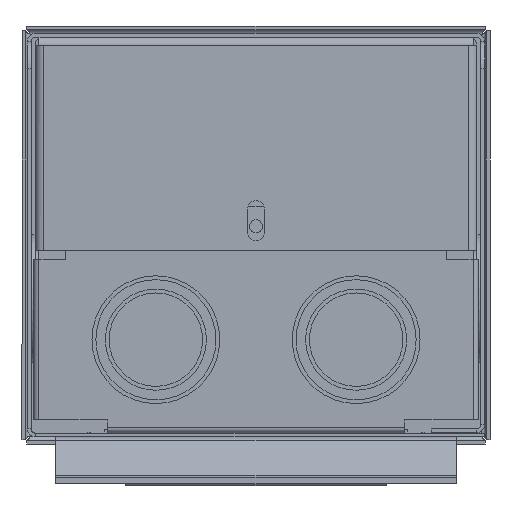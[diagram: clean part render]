
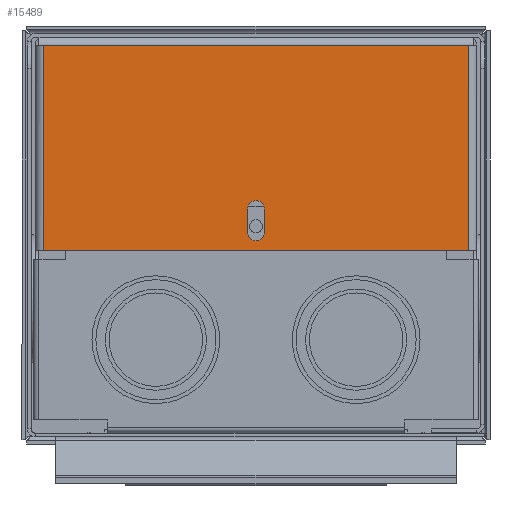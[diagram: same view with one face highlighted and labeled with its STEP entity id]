
A CAD part, front view. The second image highlights one B-rep face of the part: STEP entity #15489.
In plain terms, the highlighted face is planar.
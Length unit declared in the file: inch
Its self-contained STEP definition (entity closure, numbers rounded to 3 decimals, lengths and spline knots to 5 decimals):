
#1694 = VERTEX_POINT ( 'NONE', #12016 ) ;
#1695 = VERTEX_POINT ( 'NONE', #12069 ) ;
#1725 = VERTEX_POINT ( 'NONE', #12062 ) ;
#1794 = VERTEX_POINT ( 'NONE', #12262 ) ;
#1856 = VERTEX_POINT ( 'NONE', #11885 ) ;
#1985 = VERTEX_POINT ( 'NONE', #12303 ) ;
#2085 = VERTEX_POINT ( 'NONE', #12118 ) ;
#2222 = VERTEX_POINT ( 'NONE', #11805 ) ;
#3598 = PLANE ( 'NONE',  #9868 ) ;
#3626 = DIRECTION ( 'NONE',  ( -1., 0., 0. ) ) ;
#3749 = DIRECTION ( 'NONE',  ( 0., 0., -1. ) ) ;
#3971 = CARTESIAN_POINT ( 'NONE',  ( 0., 0., -0.923 ) ) ;
#5230 = EDGE_LOOP ( 'NONE', ( #11552, #11413, #11556, #11553 ) ) ;
#5368 = EDGE_LOOP ( 'NONE', ( #11412, #11415, #11414, #11551 ) ) ;
#7034 = DIRECTION ( 'NONE',  ( 0., -1., 0. ) ) ;
#7037 = CARTESIAN_POINT ( 'NONE',  ( -2.0325, 1.9641, -0.923 ) ) ;
#7071 = CARTESIAN_POINT ( 'NONE',  ( 1.9925, 1.9641, -0.923 ) ) ;
#7079 = DIRECTION ( 'NONE',  ( -1., 0., 0. ) ) ;
#7969 = EDGE_CURVE ( 'NONE', #2222, #1856, #8814, .T. ) ;
#7979 = EDGE_CURVE ( 'NONE', #1695, #2222, #8829, .T. ) ;
#7985 = EDGE_CURVE ( 'NONE', #1856, #1794, #8845, .T. ) ;
#7994 = EDGE_CURVE ( 'NONE', #1794, #1695, #8862, .T. ) ;
#7996 = EDGE_CURVE ( 'NONE', #2085, #1725, #8856, .T. ) ;
#7997 = EDGE_CURVE ( 'NONE', #1694, #2085, #8865, .T. ) ;
#8020 = EDGE_CURVE ( 'NONE', #1985, #1694, #8907, .T. ) ;
#8026 = EDGE_CURVE ( 'NONE', #1985, #1725, #8920, .T. ) ;
#8814 = CIRCLE ( 'NONE', #9587, 0.07813 ) ;
#8829 = LINE ( 'NONE', #16675, #8836 ) ;
#8836 = VECTOR ( 'NONE', #17202, 39.37008 ) ;
#8845 = LINE ( 'NONE', #16436, #8847 ) ;
#8847 = VECTOR ( 'NONE', #17122, 39.37008 ) ;
#8856 = LINE ( 'NONE', #17221, #8868 ) ;
#8862 = CIRCLE ( 'NONE', #9594, 0.07812 ) ;
#8865 = LINE ( 'NONE', #16963, #8870 ) ;
#8868 = VECTOR ( 'NONE', #16657, 39.37008 ) ;
#8870 = VECTOR ( 'NONE', #17029, 39.37008 ) ;
#8907 = LINE ( 'NONE', #7071, #8912 ) ;
#8912 = VECTOR ( 'NONE', #7034, 39.37008 ) ;
#8920 = LINE ( 'NONE', #7037, #8922 ) ;
#8922 = VECTOR ( 'NONE', #7079, 39.37008 ) ;
#9587 = AXIS2_PLACEMENT_3D ( 'NONE', #16773, #16631, #16822 ) ;
#9594 = AXIS2_PLACEMENT_3D ( 'NONE', #16913, #16456, #16950 ) ;
#9868 = AXIS2_PLACEMENT_3D ( 'NONE', #3971, #3749, #3626 ) ;
#11412 = ORIENTED_EDGE ( 'NONE', *, *, #7969, .T. ) ;
#11413 = ORIENTED_EDGE ( 'NONE', *, *, #7996, .T. ) ;
#11414 = ORIENTED_EDGE ( 'NONE', *, *, #7994, .T. ) ;
#11415 = ORIENTED_EDGE ( 'NONE', *, *, #7985, .T. ) ;
#11551 = ORIENTED_EDGE ( 'NONE', *, *, #7979, .T. ) ;
#11552 = ORIENTED_EDGE ( 'NONE', *, *, #7997, .T. ) ;
#11553 = ORIENTED_EDGE ( 'NONE', *, *, #8020, .T. ) ;
#11556 = ORIENTED_EDGE ( 'NONE', *, *, #8026, .F. ) ;
#11805 = CARTESIAN_POINT ( 'NONE',  ( 0.07812, 1.79222, -0.923 ) ) ;
#11885 = CARTESIAN_POINT ( 'NONE',  ( -0.07813, 1.79222, -0.923 ) ) ;
#12016 = CARTESIAN_POINT ( 'NONE',  ( 1.9925, 0.04, -0.923 ) ) ;
#12062 = CARTESIAN_POINT ( 'NONE',  ( -1.9925, 1.9641, -0.923 ) ) ;
#12069 = CARTESIAN_POINT ( 'NONE',  ( 0.07812, 1.57347, -0.923 ) ) ;
#12118 = CARTESIAN_POINT ( 'NONE',  ( -1.9925, 0.04, -0.923 ) ) ;
#12262 = CARTESIAN_POINT ( 'NONE',  ( -0.07813, 1.57347, -0.923 ) ) ;
#12303 = CARTESIAN_POINT ( 'NONE',  ( 1.9925, 1.9641, -0.923 ) ) ;
#13275 = FACE_BOUND ( 'NONE', #5368, .T. ) ;
#13281 = FACE_OUTER_BOUND ( 'NONE', #5230, .T. ) ;
#15489 = ADVANCED_FACE ( 'NONE', ( #13275, #13281 ), #3598, .T. ) ;
#16436 = CARTESIAN_POINT ( 'NONE',  ( -0.07813, 1.79222, -0.923 ) ) ;
#16456 = DIRECTION ( 'NONE',  ( 0., 0., 1. ) ) ;
#16631 = DIRECTION ( 'NONE',  ( 0., 0., 1. ) ) ;
#16657 = DIRECTION ( 'NONE',  ( 0., 1., 0. ) ) ;
#16675 = CARTESIAN_POINT ( 'NONE',  ( 0.07812, 1.79222, -0.923 ) ) ;
#16773 = CARTESIAN_POINT ( 'NONE',  ( 0., 1.79222, -0.923 ) ) ;
#16822 = DIRECTION ( 'NONE',  ( 1., 0., 0. ) ) ;
#16913 = CARTESIAN_POINT ( 'NONE',  ( 0., 1.57347, -0.923 ) ) ;
#16950 = DIRECTION ( 'NONE',  ( 1., 0., 0. ) ) ;
#16963 = CARTESIAN_POINT ( 'NONE',  ( 0., 0.04, -0.923 ) ) ;
#17029 = DIRECTION ( 'NONE',  ( -1., 0., 0. ) ) ;
#17122 = DIRECTION ( 'NONE',  ( 0., -1., 0. ) ) ;
#17202 = DIRECTION ( 'NONE',  ( 0., 1., 0. ) ) ;
#17221 = CARTESIAN_POINT ( 'NONE',  ( -1.9925, 0.04, -0.923 ) ) ;
